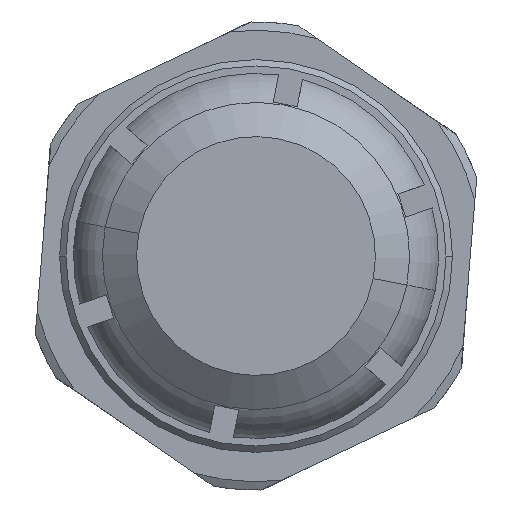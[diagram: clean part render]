
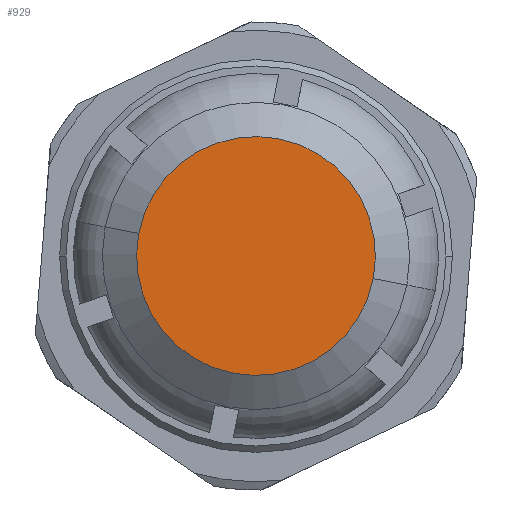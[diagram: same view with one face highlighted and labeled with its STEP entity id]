
A CAD part, left-side view. The second image highlights one B-rep face of the part: STEP entity #929.
In plain terms, the highlighted planar face has unit normal (-1, 0, 0).
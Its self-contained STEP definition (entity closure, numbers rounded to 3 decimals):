
#377=CARTESIAN_POINT('',(46.239,0.,0.));
#378=DIRECTION('',(-1.,0.,0.));
#379=DIRECTION('',(0.,1.,0.));
#380=AXIS2_PLACEMENT_3D('',#377,#378,#379);
#385=CARTESIAN_POINT('',(46.239,0.,0.));
#386=DIRECTION('',(-1.,0.,0.));
#387=DIRECTION('',(0.,-1.,0.));
#388=AXIS2_PLACEMENT_3D('',#385,#386,#387);
#689=CARTESIAN_POINT('',(46.239,-14.288,0.));
#690=CARTESIAN_POINT('',(46.239,14.288,0.));
#691=VERTEX_POINT('',#689);
#692=VERTEX_POINT('',#690);
#920=CARTESIAN_POINT('',(46.239,14.288,0.));
#921=DIRECTION('',(1.,0.,0.));
#922=DIRECTION('',(0.,1.,0.));
#923=AXIS2_PLACEMENT_3D('',#920,#921,#922);
#924=PLANE('',#923);
#925=ORIENTED_EDGE('',*,*,#902,.F.);
#926=ORIENTED_EDGE('',*,*,#912,.F.);
#927=EDGE_LOOP('',(#925,#926));
#928=FACE_OUTER_BOUND('',#927,.F.);
#929=ADVANCED_FACE('',(#928),#924,.F.);
#381=CIRCLE('',#380,14.288);
#389=CIRCLE('',#388,14.288);
#902=EDGE_CURVE('',#692,#691,#381,.T.);
#912=EDGE_CURVE('',#691,#692,#389,.T.);
